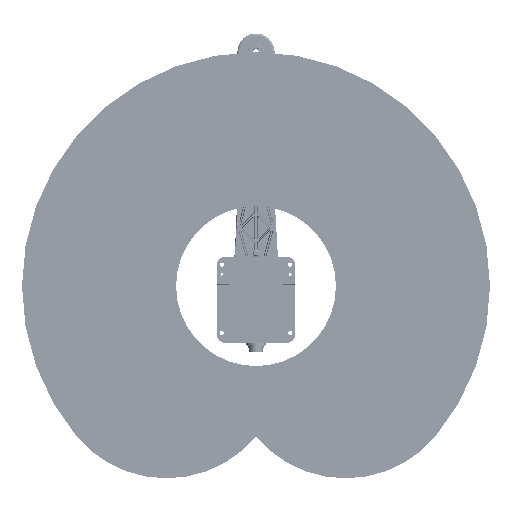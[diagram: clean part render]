
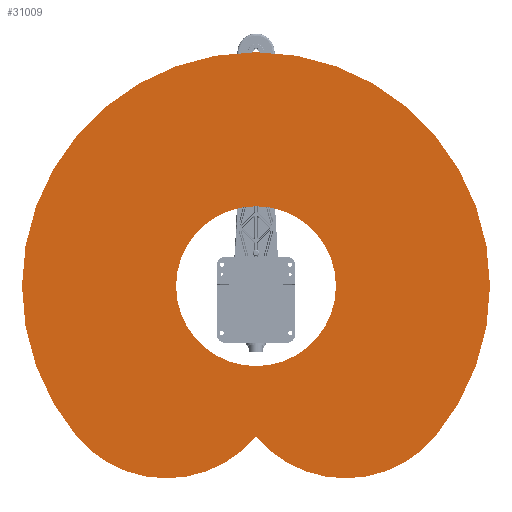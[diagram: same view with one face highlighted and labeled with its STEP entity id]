
A CAD part, front view. The second image highlights one B-rep face of the part: STEP entity #31009.
In plain terms, the highlighted planar face has unit normal (0, -1, 0).
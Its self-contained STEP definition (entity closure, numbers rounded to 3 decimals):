
#484 = DIRECTION ( 'NONE',  ( 0., 0., 1. ) ) ;
#6929 = EDGE_CURVE ( 'NONE', #150433, #93919, #24900, .T. ) ;
#7519 = VERTEX_POINT ( 'NONE', #128954 ) ;
#7900 = DIRECTION ( 'NONE',  ( 0., 0., 1. ) ) ;
#9569 = EDGE_CURVE ( 'NONE', #93919, #150433, #71121, .T. ) ;
#11428 = DIRECTION ( 'NONE',  ( 0., 0., 1. ) ) ;
#15037 = CARTESIAN_POINT ( 'NONE',  ( -229.813, 0., -192.836 ) ) ;
#16428 = CARTESIAN_POINT ( 'NONE',  ( 0., 0., 0. ) ) ;
#16530 = CARTESIAN_POINT ( 'NONE',  ( -229.813, 0., -492.836 ) ) ;
#17715 = AXIS2_PLACEMENT_3D ( 'NONE', #16428, #150163, #66534 ) ;
#20578 = DIRECTION ( 'NONE',  ( 0., 1., 0. ) ) ;
#21500 = ORIENTED_EDGE ( 'NONE', *, *, #48532, .F. ) ;
#21725 = ORIENTED_EDGE ( 'NONE', *, *, #9569, .T. ) ;
#24900 = CIRCLE ( 'NONE', #126632, 205. ) ;
#26702 = EDGE_CURVE ( 'NONE', #7519, #74681, #156312, .T. ) ;
#27747 = ORIENTED_EDGE ( 'NONE', *, *, #46503, .F. ) ;
#30935 = CIRCLE ( 'NONE', #74185, 300. ) ;
#31009 = ADVANCED_FACE ( 'NONE', ( #155495, #34448 ), #32868, .F. ) ;
#32304 = ORIENTED_EDGE ( 'NONE', *, *, #26702, .F. ) ;
#32868 = PLANE ( 'NONE',  #48005 ) ;
#34187 = AXIS2_PLACEMENT_3D ( 'NONE', #105782, #20578, #7900 ) ;
#34448 = FACE_BOUND ( 'NONE', #127285, .T. ) ;
#39671 = DIRECTION ( 'NONE',  ( 0., 1., 0. ) ) ;
#46503 = EDGE_CURVE ( 'NONE', #74681, #66824, #57811, .T. ) ;
#48005 = AXIS2_PLACEMENT_3D ( 'NONE', #131611, #118111, #11428 ) ;
#48532 = EDGE_CURVE ( 'NONE', #91184, #7519, #30935, .T. ) ;
#56823 = CARTESIAN_POINT ( 'NONE',  ( 229.813, 0., -192.836 ) ) ;
#57811 = CIRCLE ( 'NONE', #144316, 300. ) ;
#65392 = CIRCLE ( 'NONE', #116187, 300. ) ;
#66534 = DIRECTION ( 'NONE',  ( 0., 0., 1. ) ) ;
#66824 = VERTEX_POINT ( 'NONE', #16530 ) ;
#68632 = DIRECTION ( 'NONE',  ( 0., 0., 1. ) ) ;
#69550 = DIRECTION ( 'NONE',  ( 0., 1., 0. ) ) ;
#69610 = EDGE_CURVE ( 'NONE', #66824, #132557, #65392, .T. ) ;
#71121 = CIRCLE ( 'NONE', #17715, 205. ) ;
#73701 = CARTESIAN_POINT ( 'NONE',  ( -229.813, 0., -192.836 ) ) ;
#74185 = AXIS2_PLACEMENT_3D ( 'NONE', #56823, #69550, #155514 ) ;
#74681 = VERTEX_POINT ( 'NONE', #134090 ) ;
#78009 = CARTESIAN_POINT ( 'NONE',  ( 0., 0., 0. ) ) ;
#78976 = CIRCLE ( 'NONE', #142478, 600. ) ;
#80687 = EDGE_CURVE ( 'NONE', #132557, #91184, #78976, .T. ) ;
#83369 = ORIENTED_EDGE ( 'NONE', *, *, #69610, .F. ) ;
#86733 = CARTESIAN_POINT ( 'NONE',  ( 459.627, 0., -385.673 ) ) ;
#91184 = VERTEX_POINT ( 'NONE', #86733 ) ;
#92546 = CARTESIAN_POINT ( 'NONE',  ( 0., 0., 0. ) ) ;
#93919 = VERTEX_POINT ( 'NONE', #117021 ) ;
#105782 = CARTESIAN_POINT ( 'NONE',  ( 229.813, 0., -192.836 ) ) ;
#116187 = AXIS2_PLACEMENT_3D ( 'NONE', #73701, #123066, #484 ) ;
#117021 = CARTESIAN_POINT ( 'NONE',  ( 0., 0., -205. ) ) ;
#118111 = DIRECTION ( 'NONE',  ( 0., 1., 0. ) ) ;
#123066 = DIRECTION ( 'NONE',  ( 0., 1., 0. ) ) ;
#123709 = CARTESIAN_POINT ( 'NONE',  ( -459.627, 0., -385.673 ) ) ;
#124282 = ORIENTED_EDGE ( 'NONE', *, *, #80687, .F. ) ;
#126457 = DIRECTION ( 'NONE',  ( 0., 0., 1. ) ) ;
#126632 = AXIS2_PLACEMENT_3D ( 'NONE', #92546, #129154, #68632 ) ;
#127285 = EDGE_LOOP ( 'NONE', ( #21725, #133789 ) ) ;
#127360 = DIRECTION ( 'NONE',  ( 0., 0., 1. ) ) ;
#128954 = CARTESIAN_POINT ( 'NONE',  ( 229.813, 0., -492.836 ) ) ;
#129154 = DIRECTION ( 'NONE',  ( 0., 1., 0. ) ) ;
#130041 = CARTESIAN_POINT ( 'NONE',  ( 0., 0., 205. ) ) ;
#131611 = CARTESIAN_POINT ( 'NONE',  ( 0., 0., 0. ) ) ;
#132557 = VERTEX_POINT ( 'NONE', #123709 ) ;
#133789 = ORIENTED_EDGE ( 'NONE', *, *, #6929, .T. ) ;
#134090 = CARTESIAN_POINT ( 'NONE',  ( 0., 0., -385.673 ) ) ;
#142478 = AXIS2_PLACEMENT_3D ( 'NONE', #78009, #152007, #127360 ) ;
#143120 = EDGE_LOOP ( 'NONE', ( #124282, #83369, #27747, #32304, #21500 ) ) ;
#144316 = AXIS2_PLACEMENT_3D ( 'NONE', #15037, #39671, #126457 ) ;
#150163 = DIRECTION ( 'NONE',  ( 0., 1., 0. ) ) ;
#150433 = VERTEX_POINT ( 'NONE', #130041 ) ;
#152007 = DIRECTION ( 'NONE',  ( 0., 1., 0. ) ) ;
#155495 = FACE_OUTER_BOUND ( 'NONE', #143120, .T. ) ;
#155514 = DIRECTION ( 'NONE',  ( 0., 0., 1. ) ) ;
#156312 = CIRCLE ( 'NONE', #34187, 300. ) ;
